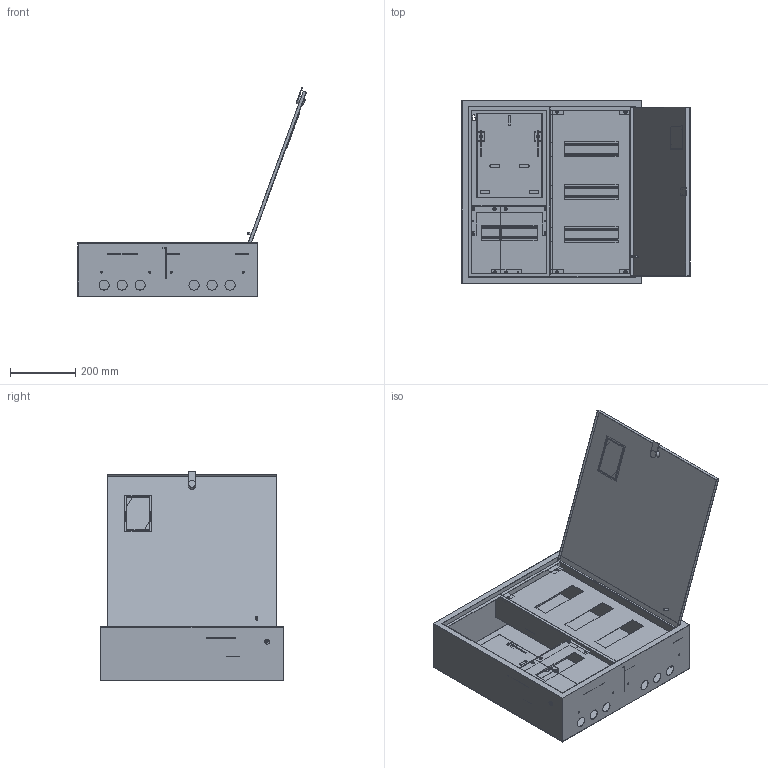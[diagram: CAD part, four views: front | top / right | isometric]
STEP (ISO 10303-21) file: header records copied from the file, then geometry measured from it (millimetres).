
FILE_DESCRIPTION (( 'STEP AP214' ), '1' );
FILE_NAME ('ShURN_3-36_IP31.STEP', '2016-12-02T09:15:08', ( 'user' ), ( '' ), 'SwSTEP 2.0', 'SolidWorks 2014', '' );
FILE_SCHEMA (( 'AUTOMOTIVE_DESIGN' ));
Length unit declared in the file: millimetre
Products named in the file (11): SC GOST 17473_gost_‚¨­â A.M5x10 ƒŽ‘’ 17473-80; Panel_Lev; STEKLO_IEK; Panel_Prav; ShURN_3-36_IP31; Obolochka_SHURN_3_36; Panel_D_-02; Panel; DIN-Reika_4; DIN-Reika_1; Dver_SHURN_3_36
Assembly tree (31 placements, depth 2):
  ShURN_3-36_IP31
    Obolochka_SHURN_3_36
    Dver_SHURN_3_36
    DIN-Reika_1
    Panel
    SC GOST 17473_gost_‚¨­â A.M5x10 ƒŽ‘’ 17473-80  x20
    Panel_Lev
    Panel_Prav
    STEKLO_IEK
    DIN-Reika_4  x3
    Panel_D_-02
Bounding box: 699.53 x 560 x 639.72 mm (x, y, z)
Volume: 1401831.5 mm3; surface area: 2797991 mm2
Topology: 33 solids, 33 shells, 814 faces, 1960 edges, 1258 vertices
Faces by surface type: plane 524, cylinder 236, sphere 40, cone 14
Entity records: 17927 total; most frequent: DIRECTION 3002, CARTESIAN_POINT 2969, ORIENTED_EDGE 2884, EDGE_CURVE 1442, LINE 1068, VECTOR 1068, AXIS2_PLACEMENT_3D 967, VERTEX_POINT 934
